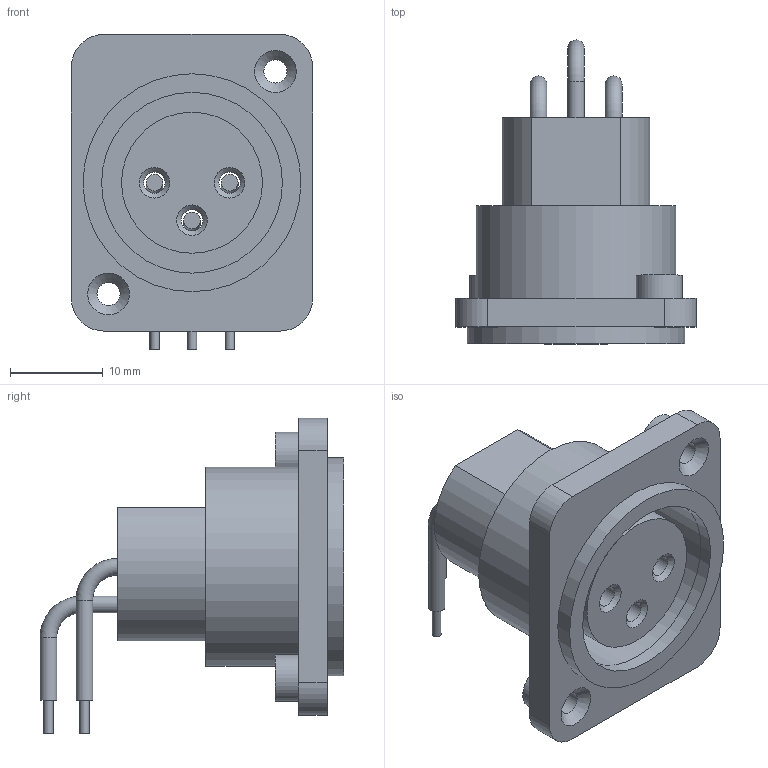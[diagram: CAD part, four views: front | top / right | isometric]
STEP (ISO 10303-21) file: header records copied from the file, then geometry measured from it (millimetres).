
FILE_DESCRIPTION(('FreeCAD Model'),'2;1');
FILE_NAME('xlr connector pcb 3p female.step', '2020-12-25T14:06:21',('Author'),(''), 'Open CASCADE STEP processor 7.3','FreeCAD','Unknown');
FILE_SCHEMA(('AUTOMOTIVE_DESIGN { 1 0 10303 214 1 1 1 1 }'));
Length unit declared in the file: millimetre
Products named in the file (4): XLR_3pin_Female_Jack_Panel_Mount_Chassis_PCB_Socket_Connector001; body; pin1; pin3
Assembly tree (4 placements, depth 2):
  XLR_3pin_Female_Jack_Panel_Mount_Chassis_PCB_Socket_Connector001
    body
    pin1  x2
    pin3
Bounding box: 26 x 32.79 x 34 mm (x, y, z)
Volume: 6772.6 mm3; surface area: 5619 mm2
Topology: 4 solids, 4 shells, 55 faces, 101 edges, 64 vertices
Faces by surface type: cylinder 24, plane 23, cone 5, torus 3
Full cylindrical faces by diameter (mm): 1 x3, 1.8 x4, 2.3 x3, 2.5 x2, 5 x2, 15.2 x1, 19.5 x2, 21.5 x1, 23.5 x1
Entity records: 2544 total; most frequent: CARTESIAN_POINT 594, DIRECTION 331, ORIENTED_EDGE 186, PCURVE 186, DEFINITIONAL_REPRESENTATION 186, AXIS2_PLACEMENT_3D 105, LINE 100, VECTOR 100
